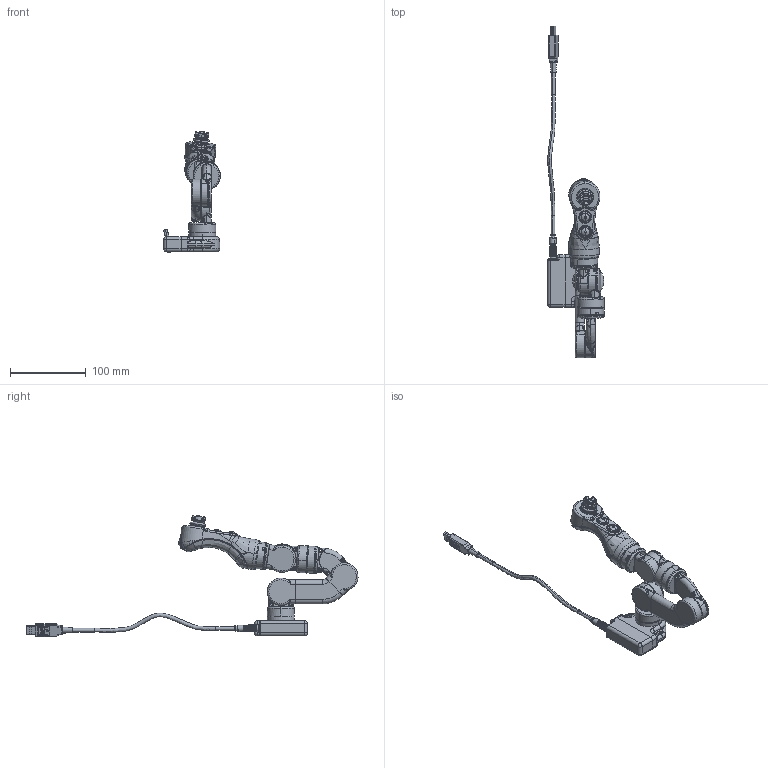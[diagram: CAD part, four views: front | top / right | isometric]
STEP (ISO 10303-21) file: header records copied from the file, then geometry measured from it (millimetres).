
FILE_DESCRIPTION (( 'STEP AP214' ), '1' );
FILE_NAME ('RM-7201-def.STEP', '2020-10-16T00:44:11', ( '' ), ( '' ), 'SwSTEP 2.0', 'SolidWorks 2019', '' );
FILE_SCHEMA (( 'AUTOMOTIVE_DESIGN' ));
Length unit declared in the file: millimetre
Products named in the file (1): RM-7201-def
Bounding box: 74.98 x 438.77 x 160.47 mm (x, y, z)
Surface area: 75525.1 mm2 (no closed solid volume)
Topology: 0 solids, 151 shells, 1356 faces, 4598 edges, 3271 vertices
Faces by surface type: cylinder 441, bspline 307, plane 235, torus 211, cone 128, sphere 34
Entity records: 93200 total; most frequent: CARTESIAN_POINT 43887, ORIENTED_EDGE 6983, DIRECTION 6335, EDGE_CURVE 4545, VERTEX_POINT 3269, AXIS2_PLACEMENT_3D 2602, CIRCLE 1552, EDGE_LOOP 1461
